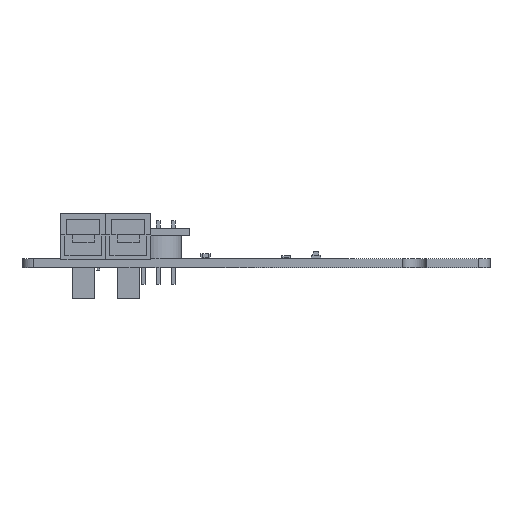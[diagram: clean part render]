
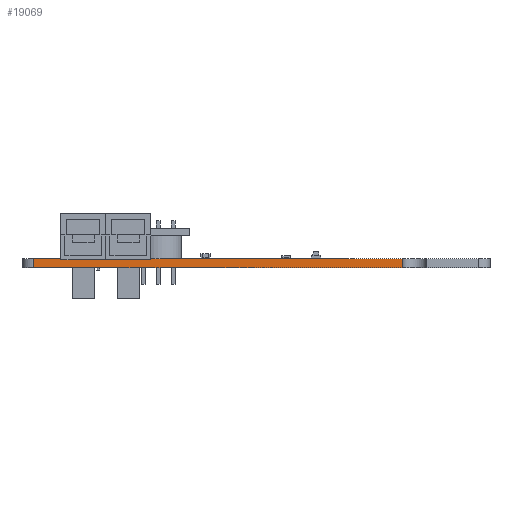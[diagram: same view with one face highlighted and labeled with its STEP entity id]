
A CAD part, left-side view. The second image highlights one B-rep face of the part: STEP entity #19069.
In plain terms, the highlighted planar face has unit normal (-1, 0, 0).
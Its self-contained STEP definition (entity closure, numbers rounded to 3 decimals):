
#19069 = ADVANCED_FACE('',(#19070),#19084,.F.);
#19070 = FACE_BOUND('',#19071,.F.);
#19071 = EDGE_LOOP('',(#19072,#19107,#19135,#19163));
#19072 = ORIENTED_EDGE('',*,*,#19073,.T.);
#19073 = EDGE_CURVE('',#19074,#19076,#19078,.T.);
#19074 = VERTEX_POINT('',#19075);
#19075 = CARTESIAN_POINT('',(39.649,-39.903,0.));
#19076 = VERTEX_POINT('',#19077);
#19077 = CARTESIAN_POINT('',(39.649,-39.903,1.6));
#19078 = SURFACE_CURVE('',#19079,(#19083,#19095),.PCURVE_S1.);
#19079 = LINE('',#19080,#19081);
#19080 = CARTESIAN_POINT('',(39.649,-39.903,0.));
#19081 = VECTOR('',#19082,1.);
#19082 = DIRECTION('',(0.,0.,1.));
#19083 = PCURVE('',#19084,#19089);
#19084 = PLANE('',#19085);
#19085 = AXIS2_PLACEMENT_3D('',#19086,#19087,#19088);
#19086 = CARTESIAN_POINT('',(39.649,-39.903,0.));
#19087 = DIRECTION('',(1.,0.,0.));
#19088 = DIRECTION('',(0.,-1.,0.));
#19089 = DEFINITIONAL_REPRESENTATION('',(#19090),#19094);
#19090 = LINE('',#19091,#19092);
#19091 = CARTESIAN_POINT('',(0.,0.));
#19092 = VECTOR('',#19093,1.);
#19093 = DIRECTION('',(0.,-1.));
#19094 = ( GEOMETRIC_REPRESENTATION_CONTEXT(2) 
PARAMETRIC_REPRESENTATION_CONTEXT() REPRESENTATION_CONTEXT('2D SPACE',''
  ) );
#19095 = PCURVE('',#19096,#19101);
#19096 = CYLINDRICAL_SURFACE('',#19097,2.032);
#19097 = AXIS2_PLACEMENT_3D('',#19098,#19099,#19100);
#19098 = CARTESIAN_POINT('',(41.681,-39.903,0.));
#19099 = DIRECTION('',(0.,0.,-1.));
#19100 = DIRECTION('',(1.,0.,0.));
#19101 = DEFINITIONAL_REPRESENTATION('',(#19102),#19106);
#19102 = LINE('',#19103,#19104);
#19103 = CARTESIAN_POINT('',(-3.142,0.));
#19104 = VECTOR('',#19105,1.);
#19105 = DIRECTION('',(0.,-1.));
#19106 = ( GEOMETRIC_REPRESENTATION_CONTEXT(2) 
PARAMETRIC_REPRESENTATION_CONTEXT() REPRESENTATION_CONTEXT('2D SPACE',''
  ) );
#19107 = ORIENTED_EDGE('',*,*,#19108,.T.);
#19108 = EDGE_CURVE('',#19076,#19109,#19111,.T.);
#19109 = VERTEX_POINT('',#19110);
#19110 = CARTESIAN_POINT('',(39.649,-102.387,1.6));
#19111 = SURFACE_CURVE('',#19112,(#19116,#19123),.PCURVE_S1.);
#19112 = LINE('',#19113,#19114);
#19113 = CARTESIAN_POINT('',(39.649,-39.903,1.6));
#19114 = VECTOR('',#19115,1.);
#19115 = DIRECTION('',(0.,-1.,0.));
#19116 = PCURVE('',#19084,#19117);
#19117 = DEFINITIONAL_REPRESENTATION('',(#19118),#19122);
#19118 = LINE('',#19119,#19120);
#19119 = CARTESIAN_POINT('',(0.,-1.6));
#19120 = VECTOR('',#19121,1.);
#19121 = DIRECTION('',(1.,0.));
#19122 = ( GEOMETRIC_REPRESENTATION_CONTEXT(2) 
PARAMETRIC_REPRESENTATION_CONTEXT() REPRESENTATION_CONTEXT('2D SPACE',''
  ) );
#19123 = PCURVE('',#19124,#19129);
#19124 = PLANE('',#19125);
#19125 = AXIS2_PLACEMENT_3D('',#19126,#19127,#19128);
#19126 = CARTESIAN_POINT('',(99.401,-80.106,1.6));
#19127 = DIRECTION('',(0.,0.,1.));
#19128 = DIRECTION('',(1.,0.,0.));
#19129 = DEFINITIONAL_REPRESENTATION('',(#19130),#19134);
#19130 = LINE('',#19131,#19132);
#19131 = CARTESIAN_POINT('',(-59.752,40.203));
#19132 = VECTOR('',#19133,1.);
#19133 = DIRECTION('',(0.,-1.));
#19134 = ( GEOMETRIC_REPRESENTATION_CONTEXT(2) 
PARAMETRIC_REPRESENTATION_CONTEXT() REPRESENTATION_CONTEXT('2D SPACE',''
  ) );
#19135 = ORIENTED_EDGE('',*,*,#19136,.F.);
#19136 = EDGE_CURVE('',#19137,#19109,#19139,.T.);
#19137 = VERTEX_POINT('',#19138);
#19138 = CARTESIAN_POINT('',(39.649,-102.387,0.));
#19139 = SURFACE_CURVE('',#19140,(#19144,#19151),.PCURVE_S1.);
#19140 = LINE('',#19141,#19142);
#19141 = CARTESIAN_POINT('',(39.649,-102.387,0.));
#19142 = VECTOR('',#19143,1.);
#19143 = DIRECTION('',(0.,0.,1.));
#19144 = PCURVE('',#19084,#19145);
#19145 = DEFINITIONAL_REPRESENTATION('',(#19146),#19150);
#19146 = LINE('',#19147,#19148);
#19147 = CARTESIAN_POINT('',(62.484,0.));
#19148 = VECTOR('',#19149,1.);
#19149 = DIRECTION('',(0.,-1.));
#19150 = ( GEOMETRIC_REPRESENTATION_CONTEXT(2) 
PARAMETRIC_REPRESENTATION_CONTEXT() REPRESENTATION_CONTEXT('2D SPACE',''
  ) );
#19151 = PCURVE('',#19152,#19157);
#19152 = CYLINDRICAL_SURFACE('',#19153,2.032);
#19153 = AXIS2_PLACEMENT_3D('',#19154,#19155,#19156);
#19154 = CARTESIAN_POINT('',(39.649,-104.419,0.));
#19155 = DIRECTION('',(0.,0.,-1.));
#19156 = DIRECTION('',(1.,0.,0.));
#19157 = DEFINITIONAL_REPRESENTATION('',(#19158),#19162);
#19158 = LINE('',#19159,#19160);
#19159 = CARTESIAN_POINT('',(-7.854,0.));
#19160 = VECTOR('',#19161,1.);
#19161 = DIRECTION('',(0.,-1.));
#19162 = ( GEOMETRIC_REPRESENTATION_CONTEXT(2) 
PARAMETRIC_REPRESENTATION_CONTEXT() REPRESENTATION_CONTEXT('2D SPACE',''
  ) );
#19163 = ORIENTED_EDGE('',*,*,#19164,.F.);
#19164 = EDGE_CURVE('',#19074,#19137,#19165,.T.);
#19165 = SURFACE_CURVE('',#19166,(#19170,#19177),.PCURVE_S1.);
#19166 = LINE('',#19167,#19168);
#19167 = CARTESIAN_POINT('',(39.649,-39.903,0.));
#19168 = VECTOR('',#19169,1.);
#19169 = DIRECTION('',(0.,-1.,0.));
#19170 = PCURVE('',#19084,#19171);
#19171 = DEFINITIONAL_REPRESENTATION('',(#19172),#19176);
#19172 = LINE('',#19173,#19174);
#19173 = CARTESIAN_POINT('',(0.,0.));
#19174 = VECTOR('',#19175,1.);
#19175 = DIRECTION('',(1.,0.));
#19176 = ( GEOMETRIC_REPRESENTATION_CONTEXT(2) 
PARAMETRIC_REPRESENTATION_CONTEXT() REPRESENTATION_CONTEXT('2D SPACE',''
  ) );
#19177 = PCURVE('',#19178,#19183);
#19178 = PLANE('',#19179);
#19179 = AXIS2_PLACEMENT_3D('',#19180,#19181,#19182);
#19180 = CARTESIAN_POINT('',(99.401,-80.106,0.));
#19181 = DIRECTION('',(0.,0.,1.));
#19182 = DIRECTION('',(1.,0.,0.));
#19183 = DEFINITIONAL_REPRESENTATION('',(#19184),#19188);
#19184 = LINE('',#19185,#19186);
#19185 = CARTESIAN_POINT('',(-59.752,40.203));
#19186 = VECTOR('',#19187,1.);
#19187 = DIRECTION('',(0.,-1.));
#19188 = ( GEOMETRIC_REPRESENTATION_CONTEXT(2) 
PARAMETRIC_REPRESENTATION_CONTEXT() REPRESENTATION_CONTEXT('2D SPACE',''
  ) );
